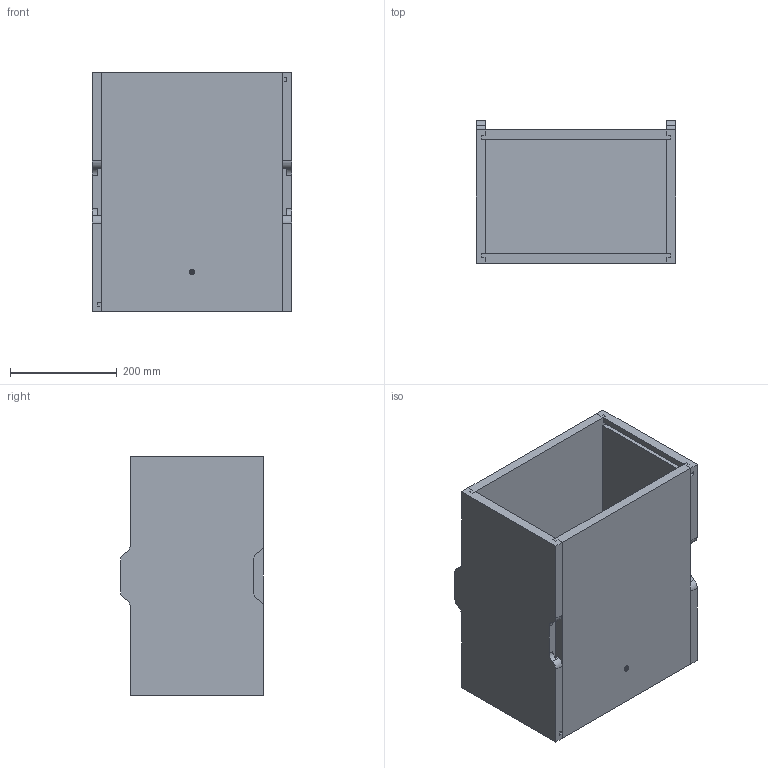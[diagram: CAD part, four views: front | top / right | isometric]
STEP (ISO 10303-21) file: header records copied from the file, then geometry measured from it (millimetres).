
FILE_DESCRIPTION (( 'STEP AP214' ), '1' );
FILE_NAME ('F1125_box268_asm.STEP', '2024-12-19T01:34:06', ( '' ), ( '' ), 'SwSTEP 2.0', 'SolidWorks 2025', '' );
FILE_SCHEMA (( 'AUTOMOTIVE_DESIGN' ));
Length unit declared in the file: millimetre
Products named in the file (6): F1125_bot355; F1125_top355; F1125_box268_asm; 90266A346_316 Stainless Steel Easy-to-Install Thread-Locking Insert_90266A346; F1125_side268_left; F1125_back230
Assembly tree (6 placements, depth 2):
  F1125_box268_asm
    F1125_side268_left  x2
    F1125_bot355
    90266A346_316 Stainless Steel Easy-to-Install Thread-Locking Insert_90266A346
    F1125_back230
    F1125_top355
Bounding box: 375 x 268 x 450 mm (x, y, z)
Volume: 10262979 mm3; surface area: 1406879 mm2
Topology: 8 solids, 8 shells, 225 faces, 618 edges, 409 vertices
Faces by surface type: plane 132, cylinder 58, bspline 22, cone 13
Entity records: 13521 total; most frequent: CARTESIAN_POINT 9007, ORIENTED_EDGE 1008, DIRECTION 764, EDGE_CURVE 504, VERTEX_POINT 333, VECTOR 294, LINE 294, AXIS2_PLACEMENT_3D 235
